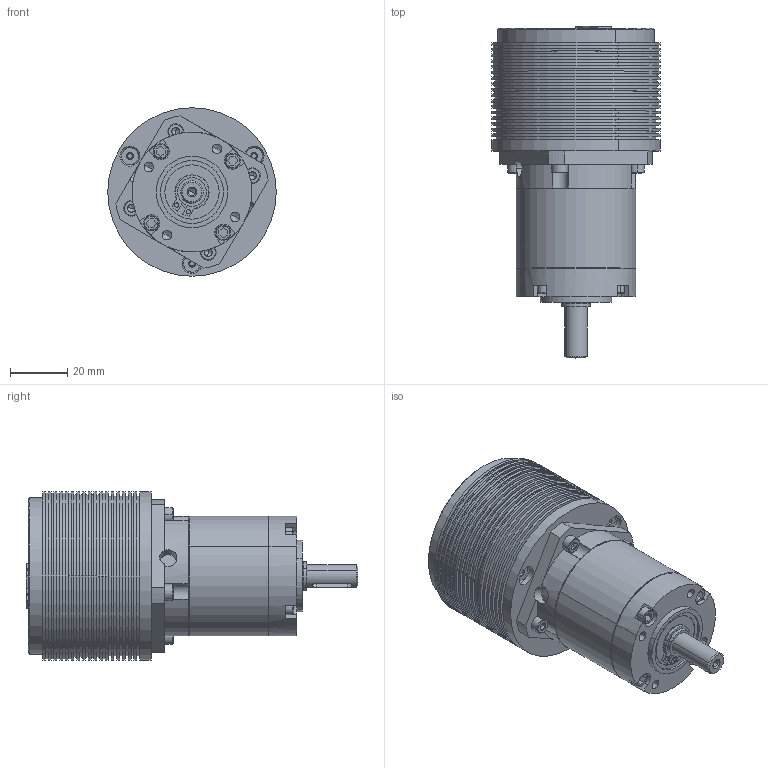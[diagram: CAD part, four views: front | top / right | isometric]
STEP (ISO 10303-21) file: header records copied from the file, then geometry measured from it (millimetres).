
FILE_DESCRIPTION (( 'STEP AP214' ), '1' );
FILE_NAME ('BA59PA42E_2ST.STEP', '2023-07-26T00:10:24', ( '821079794744' ), ( '' ), 'SwSTEP 2.0', 'SolidWorks 2018', '' );
FILE_SCHEMA (( 'AUTOMOTIVE_DESIGN' ));
Length unit declared in the file: millimetre
Products named in the file (1): BA59PA42E_2ST
Bounding box: 59 x 116.3 x 59 mm (x, y, z)
Volume: 184171.3 mm3; surface area: 31949.2 mm2
Topology: 6 solids, 22 shells, 801 faces, 1827 edges, 1141 vertices
Faces by surface type: plane 388, cylinder 273, cone 105, torus 24, bspline 11
Entity records: 31502 total; most frequent: CARTESIAN_POINT 4733, DIRECTION 3992, ORIENTED_EDGE 3618, EDGE_CURVE 1809, AXIS2_PLACEMENT_3D 1524, VERTEX_POINT 1141, VECTOR 944, LINE 944
